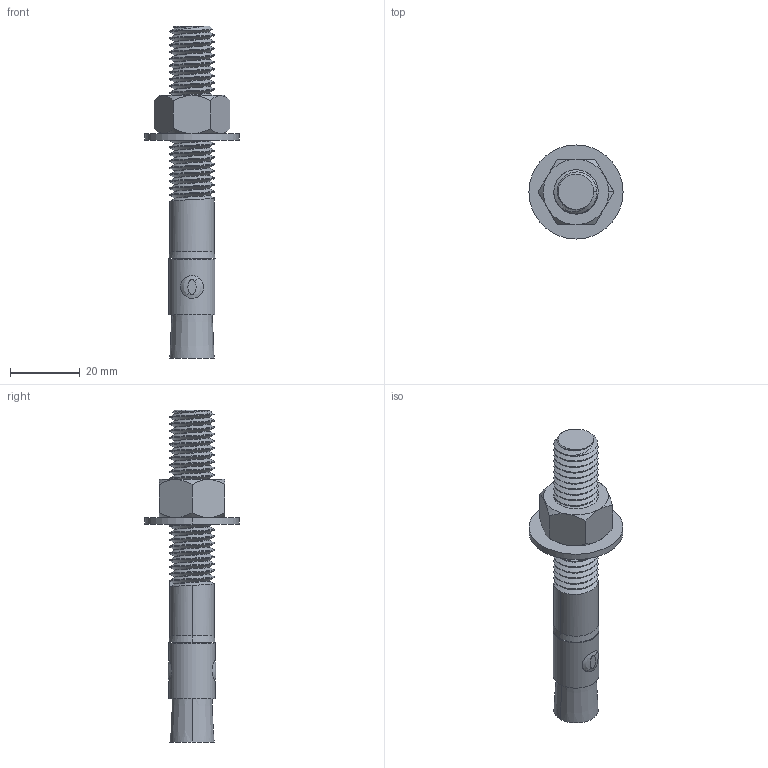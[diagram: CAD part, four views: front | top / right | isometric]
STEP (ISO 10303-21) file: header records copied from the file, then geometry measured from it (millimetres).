
FILE_DESCRIPTION (( 'STEP AP203' ), '1' );
FILE_NAME ('24-123-0.STEP', '2022-02-08T18:36:55', ( '' ), ( '' ), 'SwSTEP 2.0', 'SolidWorks 2021', '' );
FILE_SCHEMA (( 'CONFIG_CONTROL_DESIGN' ));
Length unit declared in the file: inch
Products named in the file (1): 24-123-0
Bounding box: 26.99 x 26.99 x 95.25 mm (x, y, z)
Volume: 13522.9 mm3; surface area: 8944.2 mm2
Topology: 4 solids, 4 shells, 114 faces, 289 edges, 186 vertices
Faces by surface type: cylinder 61, plane 24, cone 20, bspline 7, torus 2
Entity records: 9938 total; most frequent: CARTESIAN_POINT 7501, ORIENTED_EDGE 578, DIRECTION 407, EDGE_CURVE 289, VERTEX_POINT 186, AXIS2_PLACEMENT_3D 159, EDGE_LOOP 121, ADVANCED_FACE 114
